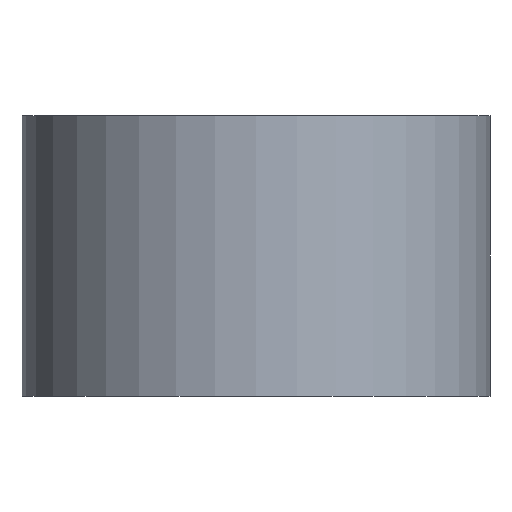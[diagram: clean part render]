
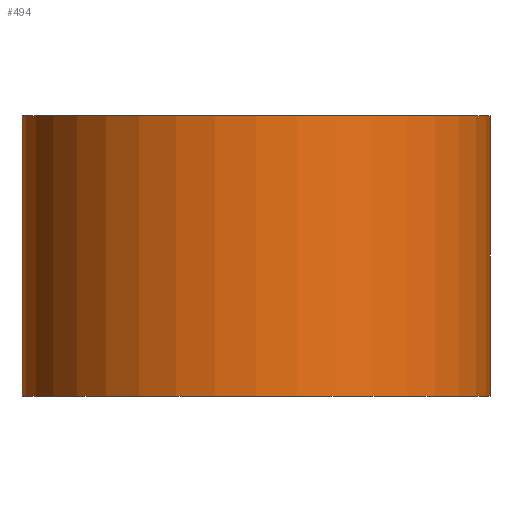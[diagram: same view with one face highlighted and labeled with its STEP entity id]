
A CAD part, front view. The second image highlights one B-rep face of the part: STEP entity #494.
In plain terms, the highlighted cylindrical face has radius 20 mm (diameter 40 mm), a partial arc.
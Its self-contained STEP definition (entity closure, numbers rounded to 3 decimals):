
#2 = CARTESIAN_POINT ( 'NONE',  ( 0., 0., 24. ) ) ;
#24 = ORIENTED_EDGE ( 'NONE', *, *, #555, .F. ) ;
#75 = VERTEX_POINT ( 'NONE', #623 ) ;
#77 = CARTESIAN_POINT ( 'NONE',  ( 20., 0., 24. ) ) ;
#101 = VECTOR ( 'NONE', #654, 1000. ) ;
#126 = DIRECTION ( 'NONE',  ( 0., 0., -1. ) ) ;
#128 = CIRCLE ( 'NONE', #619, 20. ) ;
#134 = EDGE_LOOP ( 'NONE', ( #24, #345, #316, #366 ) ) ;
#135 = FACE_OUTER_BOUND ( 'NONE', #134, .T. ) ;
#185 = VERTEX_POINT ( 'NONE', #77 ) ;
#194 = DIRECTION ( 'NONE',  ( 0., 0., -1. ) ) ;
#200 = AXIS2_PLACEMENT_3D ( 'NONE', #2, #257, #569 ) ;
#240 = CYLINDRICAL_SURFACE ( 'NONE', #347, 20. ) ;
#243 = EDGE_CURVE ( 'NONE', #75, #185, #486, .T. ) ;
#247 = LINE ( 'NONE', #661, #474 ) ;
#250 = LINE ( 'NONE', #553, #101 ) ;
#254 = EDGE_CURVE ( 'NONE', #359, #495, #128, .T. ) ;
#257 = DIRECTION ( 'NONE',  ( 0., 0., 1. ) ) ;
#261 = CARTESIAN_POINT ( 'NONE',  ( -20., 0., 0. ) ) ;
#285 = CARTESIAN_POINT ( 'NONE',  ( 20., 0., 0. ) ) ;
#314 = DIRECTION ( 'NONE',  ( 1., 0., 0. ) ) ;
#316 = ORIENTED_EDGE ( 'NONE', *, *, #595, .T. ) ;
#338 = CARTESIAN_POINT ( 'NONE',  ( 0., 0., 24. ) ) ;
#345 = ORIENTED_EDGE ( 'NONE', *, *, #243, .F. ) ;
#347 = AXIS2_PLACEMENT_3D ( 'NONE', #338, #126, #546 ) ;
#359 = VERTEX_POINT ( 'NONE', #261 ) ;
#366 = ORIENTED_EDGE ( 'NONE', *, *, #254, .T. ) ;
#432 = DIRECTION ( 'NONE',  ( 0., 0., 1. ) ) ;
#474 = VECTOR ( 'NONE', #194, 1000. ) ;
#486 = CIRCLE ( 'NONE', #200, 20. ) ;
#494 = ADVANCED_FACE ( 'NONE', ( #135 ), #240, .T. ) ;
#495 = VERTEX_POINT ( 'NONE', #285 ) ;
#546 = DIRECTION ( 'NONE',  ( -1., 0., 0. ) ) ;
#553 = CARTESIAN_POINT ( 'NONE',  ( 20., 0., 24. ) ) ;
#555 = EDGE_CURVE ( 'NONE', #185, #495, #250, .T. ) ;
#569 = DIRECTION ( 'NONE',  ( 1., 0., 0. ) ) ;
#595 = EDGE_CURVE ( 'NONE', #75, #359, #247, .T. ) ;
#619 = AXIS2_PLACEMENT_3D ( 'NONE', #626, #432, #314 ) ;
#623 = CARTESIAN_POINT ( 'NONE',  ( -20., 0., 24. ) ) ;
#626 = CARTESIAN_POINT ( 'NONE',  ( 0., 0., 0. ) ) ;
#654 = DIRECTION ( 'NONE',  ( 0., 0., -1. ) ) ;
#661 = CARTESIAN_POINT ( 'NONE',  ( -20., 0., 24. ) ) ;
